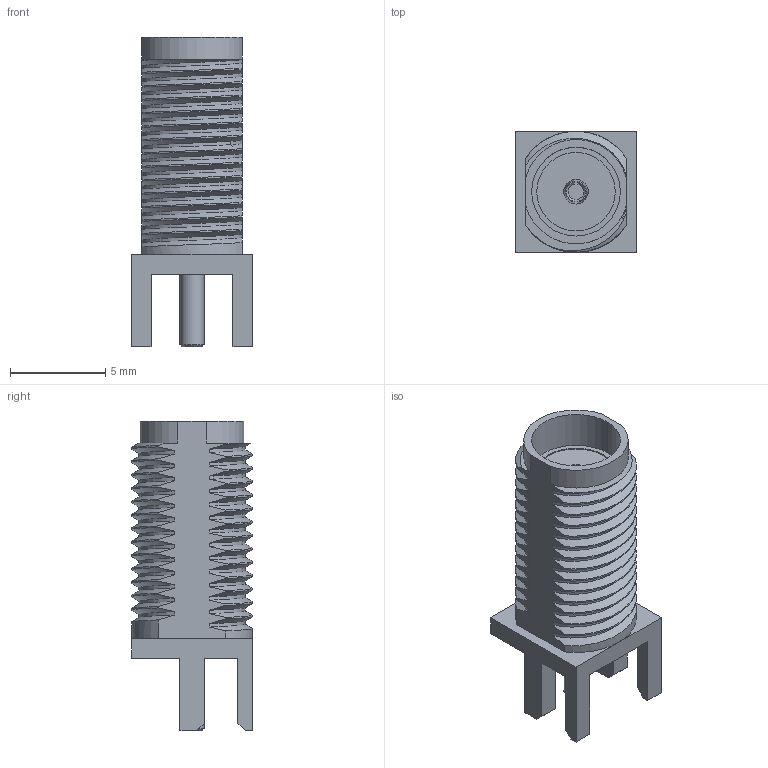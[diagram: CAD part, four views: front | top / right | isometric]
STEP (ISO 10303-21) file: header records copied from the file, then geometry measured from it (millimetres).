
FILE_DESCRIPTION((''),'2;1');
FILE_NAME('MOLEX_SD-73251-212','2016-11-03T',('s4237722'),(''),'CREO PARAMETRIC BY PTC INC, 2015080','CREO PARAMETRIC BY PTC INC, 2015080','');
FILE_SCHEMA(('AUTOMOTIVE_DESIGN { 1 0 10303 214 1 1 1 1 }'));
Length unit declared in the file: millimetre
Products named in the file (1): MOLEX_SD-73251-212
Bounding box: 6.35 x 6.35 x 16.26 mm (x, y, z)
Volume: 323.6 mm3; surface area: 521.4 mm2
Topology: 1 solids, 1 shells, 179 faces, 503 edges, 332 vertices
Faces by surface type: bspline 96, plane 40, cylinder 39, cone 4
Entity records: 31275 total; most frequent: CARTESIAN_POINT 25796, ORIENTED_EDGE 1006, PRESENTATION_STYLE_ASSIGNMENT 505, STYLED_ITEM 504, CURVE_STYLE 503, EDGE_CURVE 503, DIRECTION 459, VERTEX_POINT 332
